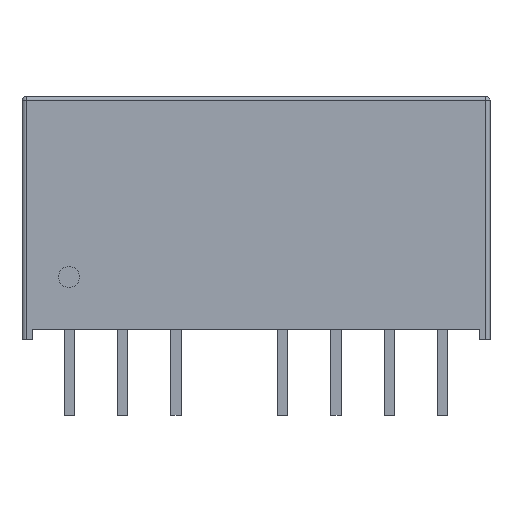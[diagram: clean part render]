
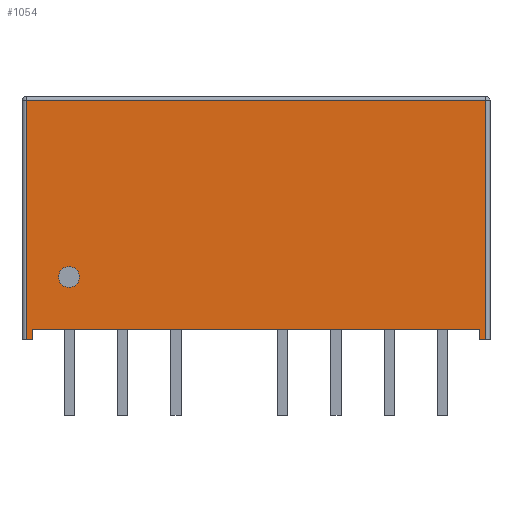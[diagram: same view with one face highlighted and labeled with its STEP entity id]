
A CAD part, front view. The second image highlights one B-rep face of the part: STEP entity #1054.
In plain terms, the highlighted planar face has unit normal (0, -1, 0).
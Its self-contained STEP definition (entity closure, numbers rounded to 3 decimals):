
#20=FACE_BOUND('',#201,.T.);
#40=CIRCLE('',#1152,0.5);
#130=FACE_OUTER_BOUND('',#200,.T.);
#200=EDGE_LOOP('',(#889,#890,#891,#892,#893,#894,#895,#896));
#201=EDGE_LOOP('',(#897));
#307=LINE('',#1703,#423);
#310=LINE('',#1707,#426);
#312=LINE('',#1713,#428);
#314=LINE('',#1718,#430);
#315=LINE('',#1720,#431);
#316=LINE('',#1722,#432);
#317=LINE('',#1724,#433);
#318=LINE('',#1725,#434);
#423=VECTOR('',#1404,11.4);
#426=VECTOR('',#1409,21.9);
#428=VECTOR('',#1415,11.4);
#430=VECTOR('',#1421,0.3);
#431=VECTOR('',#1422,0.5);
#432=VECTOR('',#1423,21.3);
#433=VECTOR('',#1424,0.5);
#434=VECTOR('',#1425,0.3);
#505=VERTEX_POINT('',#1654);
#512=VERTEX_POINT('',#1675);
#520=VERTEX_POINT('',#1701);
#521=VERTEX_POINT('',#1709);
#523=VERTEX_POINT('',#1717);
#524=VERTEX_POINT('',#1719);
#525=VERTEX_POINT('',#1721);
#526=VERTEX_POINT('',#1723);
#527=VERTEX_POINT('',#1726);
#644=EDGE_CURVE('',#520,#512,#307,.T.);
#647=EDGE_CURVE('',#512,#505,#310,.T.);
#650=EDGE_CURVE('',#505,#521,#312,.T.);
#652=EDGE_CURVE('',#520,#523,#314,.T.);
#653=EDGE_CURVE('',#523,#524,#315,.T.);
#654=EDGE_CURVE('',#525,#524,#316,.T.);
#655=EDGE_CURVE('',#526,#525,#317,.T.);
#656=EDGE_CURVE('',#526,#521,#318,.T.);
#657=EDGE_CURVE('',#527,#527,#40,.T.);
#889=ORIENTED_EDGE('',*,*,#650,.F.);
#890=ORIENTED_EDGE('',*,*,#647,.F.);
#891=ORIENTED_EDGE('',*,*,#644,.F.);
#892=ORIENTED_EDGE('',*,*,#652,.T.);
#893=ORIENTED_EDGE('',*,*,#653,.T.);
#894=ORIENTED_EDGE('',*,*,#654,.F.);
#895=ORIENTED_EDGE('',*,*,#655,.F.);
#896=ORIENTED_EDGE('',*,*,#656,.T.);
#897=ORIENTED_EDGE('',*,*,#657,.T.);
#986=PLANE('',#1151);
#1054=ADVANCED_FACE('',(#130,#20),#986,.T.);
#1151=AXIS2_PLACEMENT_3D('',#1716,#1419,#1420);
#1152=AXIS2_PLACEMENT_3D('',#1727,#1426,#1427);
#1404=DIRECTION('',(0.,0.,1.));
#1409=DIRECTION('',(1.,0.,0.));
#1415=DIRECTION('',(0.,0.,-1.));
#1419=DIRECTION('center_axis',(0.,-1.,0.));
#1420=DIRECTION('ref_axis',(1.,0.,0.));
#1421=DIRECTION('',(1.,0.,0.));
#1422=DIRECTION('',(0.,0.,1.));
#1423=DIRECTION('',(-1.,0.,0.));
#1424=DIRECTION('',(0.,0.,1.));
#1425=DIRECTION('',(1.,0.,0.));
#1426=DIRECTION('center_axis',(0.,1.,0.));
#1427=DIRECTION('ref_axis',(1.,0.,0.));
#1654=CARTESIAN_POINT('',(10.95,-6.075,11.4));
#1675=CARTESIAN_POINT('',(-10.95,-6.075,11.4));
#1701=CARTESIAN_POINT('',(-10.95,-6.075,0.));
#1703=CARTESIAN_POINT('',(-10.95,-6.075,3.05));
#1707=CARTESIAN_POINT('',(5.325,-6.075,11.4));
#1709=CARTESIAN_POINT('',(10.95,-6.075,0.));
#1713=CARTESIAN_POINT('',(10.95,-6.075,0.));
#1716=CARTESIAN_POINT('Origin',(10.65,-6.075,0.));
#1717=CARTESIAN_POINT('',(-10.65,-6.075,0.));
#1718=CARTESIAN_POINT('',(-11.15,-6.075,0.));
#1719=CARTESIAN_POINT('',(-10.65,-6.075,0.5));
#1720=CARTESIAN_POINT('',(-10.65,-6.075,0.));
#1721=CARTESIAN_POINT('',(10.65,-6.075,0.5));
#1722=CARTESIAN_POINT('',(0.,-6.075,0.5));
#1723=CARTESIAN_POINT('',(10.65,-6.075,0.));
#1724=CARTESIAN_POINT('',(10.65,-6.075,0.));
#1725=CARTESIAN_POINT('',(10.65,-6.075,0.));
#1726=CARTESIAN_POINT('',(-8.41,-6.075,3.));
#1727=CARTESIAN_POINT('Origin',(-8.91,-6.075,3.));
